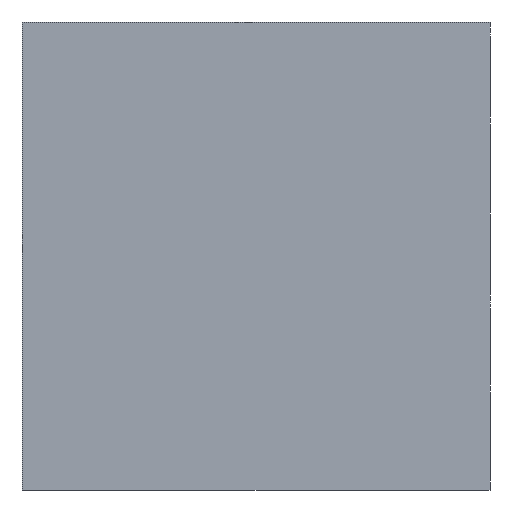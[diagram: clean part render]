
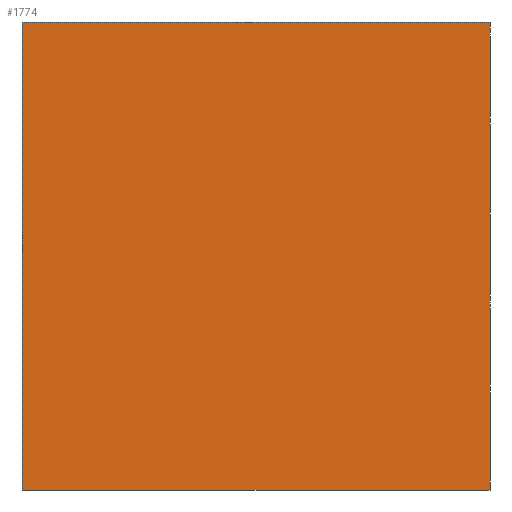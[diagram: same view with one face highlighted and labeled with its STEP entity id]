
A CAD part, front view. The second image highlights one B-rep face of the part: STEP entity #1774.
In plain terms, the highlighted planar face has unit normal (0, -1, 0).
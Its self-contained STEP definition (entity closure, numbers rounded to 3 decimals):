
#132=FACE_OUTER_BOUND('',#232,.T.);
#232=EDGE_LOOP('',(#1321,#1322,#1323,#1324));
#392=LINE('',#2730,#590);
#412=LINE('',#2782,#610);
#424=LINE('',#2825,#622);
#427=LINE('',#2830,#625);
#590=VECTOR('',#2126,1000.);
#610=VECTOR('',#2168,1000.);
#622=VECTOR('',#2206,1000.);
#625=VECTOR('',#2211,1000.);
#790=VERTEX_POINT('',#2727);
#791=VERTEX_POINT('',#2729);
#808=VERTEX_POINT('',#2769);
#814=VERTEX_POINT('',#2785);
#970=EDGE_CURVE('',#790,#791,#392,.T.);
#1000=EDGE_CURVE('',#791,#808,#412,.T.);
#1024=EDGE_CURVE('',#808,#814,#424,.T.);
#1027=EDGE_CURVE('',#814,#790,#427,.T.);
#1321=ORIENTED_EDGE('',*,*,#970,.F.);
#1322=ORIENTED_EDGE('',*,*,#1027,.F.);
#1323=ORIENTED_EDGE('',*,*,#1024,.F.);
#1324=ORIENTED_EDGE('',*,*,#1000,.F.);
#1714=PLANE('',#1908);
#1774=ADVANCED_FACE('',(#132),#1714,.F.);
#1908=AXIS2_PLACEMENT_3D('',#2839,#2217,#2218);
#2126=DIRECTION('',(0.,0.,1.));
#2168=DIRECTION('',(1.,0.,0.));
#2206=DIRECTION('',(0.,0.,-1.));
#2211=DIRECTION('',(-1.,0.,0.));
#2217=DIRECTION('center_axis',(0.,1.,0.));
#2218=DIRECTION('ref_axis',(0.,0.,1.));
#2727=CARTESIAN_POINT('',(52.5,-4.75,-7.5));
#2729=CARTESIAN_POINT('',(52.5,-4.75,7.5));
#2730=CARTESIAN_POINT('',(52.5,-4.75,-7.5));
#2769=CARTESIAN_POINT('',(67.5,-4.75,7.5));
#2782=CARTESIAN_POINT('',(52.5,-4.75,7.5));
#2785=CARTESIAN_POINT('',(67.5,-4.75,-7.5));
#2825=CARTESIAN_POINT('',(67.5,-4.75,-7.5));
#2830=CARTESIAN_POINT('',(52.5,-4.75,-7.5));
#2839=CARTESIAN_POINT('Origin',(60.,-4.75,0.));
